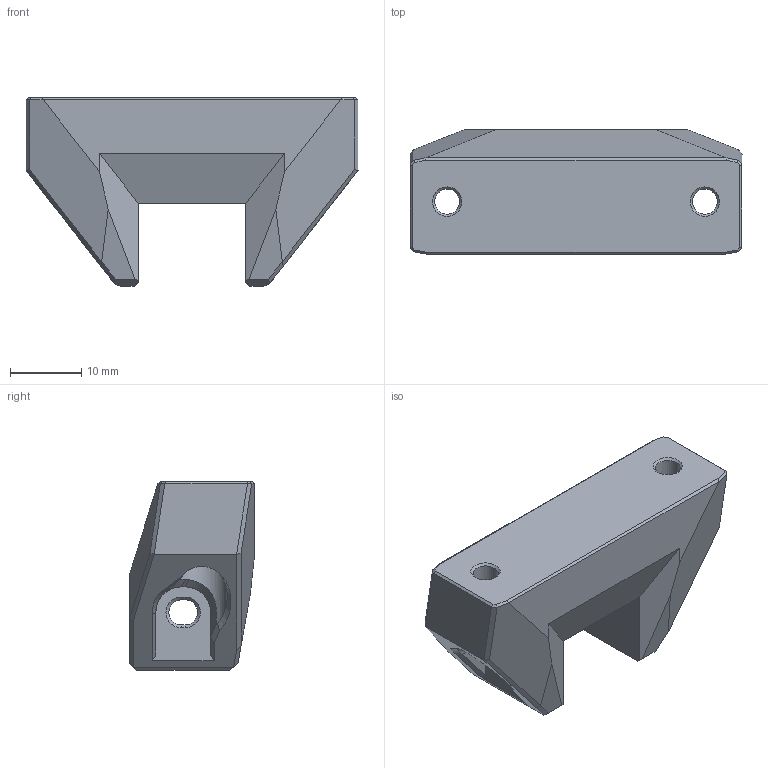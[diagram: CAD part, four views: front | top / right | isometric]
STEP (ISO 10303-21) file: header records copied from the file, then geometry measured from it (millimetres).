
FILE_DESCRIPTION(/* description */ (''),/* implementation_level */ '2;1');
FILE_NAME(/* name */ 'Rear_Vert_Brace_10mm_lp_x1.step',/* time_stamp */ '2025-12-31T11:28:39-05:00',/* author */ (''),/* organization */ (''),/* preprocessor_version */ 'ST-DEVELOPER v20.1',/* originating_system */ 'Autodesk Translation Framework v14.21.0.0',/* authorisation */ '');
FILE_SCHEMA (('AUTOMOTIVE_DESIGN { 1 0 10303 214 3 1 1 }'));
Length unit declared in the file: millimetre
Products named in the file (1): Rear_Vert_Brace_10mm_lp
Bounding box: 46.49 x 17.5 x 26.45 mm (x, y, z)
Volume: 11337.6 mm3; surface area: 4410 mm2
Topology: 1 solids, 1 shells, 125 faces, 339 edges, 218 vertices
Faces by surface type: plane 87, cone 14, cylinder 12, bspline 12
Full cylindrical faces by diameter (mm): 3.51 x2, 7.15 x2
Entity records: 5390 total; most frequent: CARTESIAN_POINT 2255, ORIENTED_EDGE 678, DIRECTION 577, EDGE_CURVE 339, LINE 263, VECTOR 263, VERTEX_POINT 218, AXIS2_PLACEMENT_3D 157
